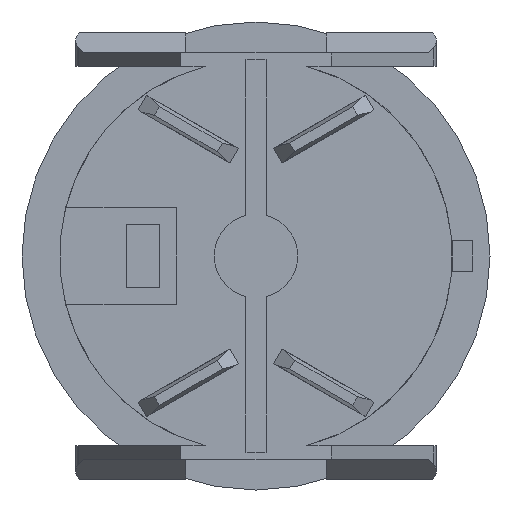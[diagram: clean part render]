
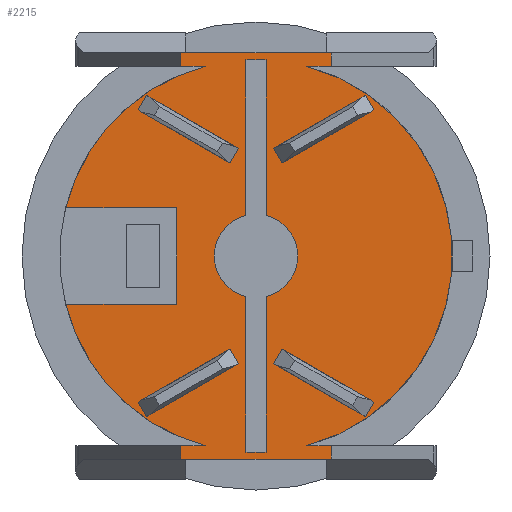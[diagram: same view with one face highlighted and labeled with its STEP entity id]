
A CAD part, front view. The second image highlights one B-rep face of the part: STEP entity #2215.
In plain terms, the highlighted face is planar.
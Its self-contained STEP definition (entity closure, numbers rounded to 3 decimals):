
#62=FACE_BOUND('',#316,.T.);
#114=CIRCLE('',#2410,11.75);
#116=CIRCLE('',#2412,11.75);
#117=CIRCLE('',#2414,11.75);
#121=CIRCLE('',#2419,11.75);
#123=CIRCLE('',#2430,2.5);
#124=CIRCLE('',#2431,11.75);
#125=CIRCLE('',#2432,2.5);
#193=FACE_OUTER_BOUND('',#315,.T.);
#315=EDGE_LOOP('',(#1704,#1705,#1706,#1707,#1708,#1709,#1710,#1711,#1712,
#1713,#1714,#1715,#1716,#1717,#1718,#1719));
#316=EDGE_LOOP('',(#1720,#1721,#1722,#1723,#1724,#1725,#1726,#1727));
#477=LINE('',#3311,#736);
#487=LINE('',#3335,#746);
#494=LINE('',#3351,#753);
#496=LINE('',#3355,#755);
#505=LINE('',#3372,#764);
#517=LINE('',#3416,#776);
#518=LINE('',#3419,#777);
#526=LINE('',#3433,#785);
#527=LINE('',#3436,#786);
#533=LINE('',#3447,#792);
#535=LINE('',#3451,#794);
#536=LINE('',#3453,#795);
#537=LINE('',#3454,#796);
#538=LINE('',#3456,#797);
#539=LINE('',#3460,#798);
#540=LINE('',#3464,#799);
#541=LINE('',#3467,#800);
#736=VECTOR('',#2673,10.);
#746=VECTOR('',#2689,10.);
#753=VECTOR('',#2706,10.);
#755=VECTOR('',#2710,10.);
#764=VECTOR('',#2729,10.);
#776=VECTOR('',#2769,10.);
#777=VECTOR('',#2772,10.);
#785=VECTOR('',#2784,10.);
#786=VECTOR('',#2787,10.);
#792=VECTOR('',#2799,10.);
#794=VECTOR('',#2803,10.);
#795=VECTOR('',#2804,10.);
#796=VECTOR('',#2805,10.);
#797=VECTOR('',#2806,10.);
#798=VECTOR('',#2809,10.);
#799=VECTOR('',#2812,10.);
#800=VECTOR('',#2815,10.);
#987=VERTEX_POINT('',#3307);
#989=VERTEX_POINT('',#3310);
#995=VERTEX_POINT('',#3323);
#1000=VERTEX_POINT('',#3333);
#1004=VERTEX_POINT('',#3350);
#1005=VERTEX_POINT('',#3354);
#1010=VERTEX_POINT('',#3376);
#1011=VERTEX_POINT('',#3378);
#1014=VERTEX_POINT('',#3384);
#1015=VERTEX_POINT('',#3388);
#1021=VERTEX_POINT('',#3402);
#1022=VERTEX_POINT('',#3403);
#1026=VERTEX_POINT('',#3414);
#1027=VERTEX_POINT('',#3418);
#1031=VERTEX_POINT('',#3431);
#1032=VERTEX_POINT('',#3435);
#1035=VERTEX_POINT('',#3450);
#1036=VERTEX_POINT('',#3452);
#1037=VERTEX_POINT('',#3455);
#1038=VERTEX_POINT('',#3457);
#1039=VERTEX_POINT('',#3459);
#1040=VERTEX_POINT('',#3461);
#1041=VERTEX_POINT('',#3463);
#1042=VERTEX_POINT('',#3465);
#1217=EDGE_CURVE('',#989,#987,#477,.T.);
#1229=EDGE_CURVE('',#995,#1000,#487,.T.);
#1237=EDGE_CURVE('',#1004,#989,#494,.T.);
#1239=EDGE_CURVE('',#1005,#1000,#496,.T.);
#1249=EDGE_CURVE('',#1005,#1004,#505,.T.);
#1252=EDGE_CURVE('',#1011,#1010,#114,.T.);
#1256=EDGE_CURVE('',#987,#1014,#116,.T.);
#1257=EDGE_CURVE('',#1015,#995,#117,.T.);
#1264=EDGE_CURVE('',#1021,#1022,#121,.T.);
#1271=EDGE_CURVE('',#1026,#1010,#517,.T.);
#1272=EDGE_CURVE('',#1015,#1027,#518,.T.);
#1280=EDGE_CURVE('',#1031,#1026,#526,.T.);
#1281=EDGE_CURVE('',#1032,#1027,#527,.T.);
#1287=EDGE_CURVE('',#1032,#1031,#533,.T.);
#1289=EDGE_CURVE('',#1014,#1035,#535,.T.);
#1290=EDGE_CURVE('',#1035,#1036,#536,.T.);
#1291=EDGE_CURVE('',#1036,#1011,#537,.T.);
#1292=EDGE_CURVE('',#1021,#1037,#538,.T.);
#1293=EDGE_CURVE('',#1037,#1038,#123,.T.);
#1294=EDGE_CURVE('',#1038,#1039,#539,.T.);
#1295=EDGE_CURVE('',#1040,#1039,#124,.T.);
#1296=EDGE_CURVE('',#1040,#1041,#540,.T.);
#1297=EDGE_CURVE('',#1041,#1042,#125,.T.);
#1298=EDGE_CURVE('',#1042,#1022,#541,.T.);
#1704=ORIENTED_EDGE('',*,*,#1229,.T.);
#1705=ORIENTED_EDGE('',*,*,#1239,.F.);
#1706=ORIENTED_EDGE('',*,*,#1249,.T.);
#1707=ORIENTED_EDGE('',*,*,#1237,.T.);
#1708=ORIENTED_EDGE('',*,*,#1217,.T.);
#1709=ORIENTED_EDGE('',*,*,#1256,.T.);
#1710=ORIENTED_EDGE('',*,*,#1289,.T.);
#1711=ORIENTED_EDGE('',*,*,#1290,.T.);
#1712=ORIENTED_EDGE('',*,*,#1291,.T.);
#1713=ORIENTED_EDGE('',*,*,#1252,.T.);
#1714=ORIENTED_EDGE('',*,*,#1271,.F.);
#1715=ORIENTED_EDGE('',*,*,#1280,.F.);
#1716=ORIENTED_EDGE('',*,*,#1287,.F.);
#1717=ORIENTED_EDGE('',*,*,#1281,.T.);
#1718=ORIENTED_EDGE('',*,*,#1272,.F.);
#1719=ORIENTED_EDGE('',*,*,#1257,.T.);
#1720=ORIENTED_EDGE('',*,*,#1292,.T.);
#1721=ORIENTED_EDGE('',*,*,#1293,.T.);
#1722=ORIENTED_EDGE('',*,*,#1294,.T.);
#1723=ORIENTED_EDGE('',*,*,#1295,.F.);
#1724=ORIENTED_EDGE('',*,*,#1296,.T.);
#1725=ORIENTED_EDGE('',*,*,#1297,.T.);
#1726=ORIENTED_EDGE('',*,*,#1298,.T.);
#1727=ORIENTED_EDGE('',*,*,#1264,.F.);
#2104=PLANE('',#2429);
#2215=ADVANCED_FACE('',(#193,#62),#2104,.T.);
#2410=AXIS2_PLACEMENT_3D('',#3379,#2735,#2736);
#2412=AXIS2_PLACEMENT_3D('',#3386,#2741,#2742);
#2414=AXIS2_PLACEMENT_3D('',#3389,#2745,#2746);
#2419=AXIS2_PLACEMENT_3D('',#3404,#2758,#2759);
#2429=AXIS2_PLACEMENT_3D('',#3449,#2801,#2802);
#2430=AXIS2_PLACEMENT_3D('',#3458,#2807,#2808);
#2431=AXIS2_PLACEMENT_3D('',#3462,#2810,#2811);
#2432=AXIS2_PLACEMENT_3D('',#3466,#2813,#2814);
#2673=DIRECTION('',(1.,0.,0.));
#2689=DIRECTION('',(1.,0.,0.));
#2706=DIRECTION('',(0.,0.,1.));
#2710=DIRECTION('',(0.,0.,1.));
#2729=DIRECTION('',(-1.,0.,0.));
#2735=DIRECTION('center_axis',(0.,1.,0.));
#2736=DIRECTION('ref_axis',(1.,0.,0.));
#2741=DIRECTION('center_axis',(0.,1.,0.));
#2742=DIRECTION('ref_axis',(1.,0.,0.));
#2745=DIRECTION('center_axis',(0.,1.,0.));
#2746=DIRECTION('ref_axis',(1.,0.,0.));
#2758=DIRECTION('center_axis',(0.,1.,0.));
#2759=DIRECTION('ref_axis',(1.,0.,0.));
#2769=DIRECTION('',(1.,0.,0.));
#2772=DIRECTION('',(1.,0.,0.));
#2784=DIRECTION('',(0.,0.,-1.));
#2787=DIRECTION('',(0.,0.,-1.));
#2799=DIRECTION('',(-1.,0.,0.));
#2801=DIRECTION('center_axis',(0.,1.,0.));
#2802=DIRECTION('ref_axis',(0.,0.,1.));
#2803=DIRECTION('',(1.,0.,0.));
#2804=DIRECTION('',(0.,0.,1.));
#2805=DIRECTION('',(-1.,0.,0.));
#2806=DIRECTION('',(0.,0.,1.));
#2807=DIRECTION('center_axis',(0.,-1.,0.));
#2808=DIRECTION('ref_axis',(0.24,0.,0.971));
#2809=DIRECTION('',(0.,0.,1.));
#2810=DIRECTION('center_axis',(0.,1.,0.));
#2811=DIRECTION('ref_axis',(1.,0.,0.));
#2812=DIRECTION('',(0.,0.,-1.));
#2813=DIRECTION('center_axis',(0.,-1.,0.));
#2814=DIRECTION('ref_axis',(-0.24,0.,-0.971));
#2815=DIRECTION('',(0.,0.,-1.));
#3307=CARTESIAN_POINT('',(-3.04,18.,-11.35));
#3310=CARTESIAN_POINT('',(-4.5,18.,-11.35));
#3311=CARTESIAN_POINT('',(-4.5,18.,-11.35));
#3323=CARTESIAN_POINT('',(3.04,18.,-11.35));
#3333=CARTESIAN_POINT('',(4.5,18.,-11.35));
#3335=CARTESIAN_POINT('',(-4.5,18.,-11.35));
#3350=CARTESIAN_POINT('',(-4.5,18.,-12.15));
#3351=CARTESIAN_POINT('',(-4.5,18.,-11.75));
#3354=CARTESIAN_POINT('',(4.5,18.,-12.15));
#3355=CARTESIAN_POINT('',(4.5,18.,-11.75));
#3372=CARTESIAN_POINT('',(0.,18.,-12.15));
#3376=CARTESIAN_POINT('',(-3.04,18.,11.35));
#3378=CARTESIAN_POINT('',(-11.387,18.,2.9));
#3379=CARTESIAN_POINT('Origin',(0.,18.,0.));
#3384=CARTESIAN_POINT('',(-11.387,18.,-2.9));
#3386=CARTESIAN_POINT('Origin',(0.,18.,0.));
#3388=CARTESIAN_POINT('',(3.04,18.,11.35));
#3389=CARTESIAN_POINT('Origin',(0.,18.,0.));
#3402=CARTESIAN_POINT('',(0.6,18.,-11.735));
#3403=CARTESIAN_POINT('',(-0.6,18.,-11.735));
#3404=CARTESIAN_POINT('Origin',(0.,18.,0.));
#3414=CARTESIAN_POINT('',(-4.5,18.,11.35));
#3416=CARTESIAN_POINT('',(-4.5,18.,11.35));
#3418=CARTESIAN_POINT('',(4.5,18.,11.35));
#3419=CARTESIAN_POINT('',(-4.5,18.,11.35));
#3431=CARTESIAN_POINT('',(-4.5,18.,12.15));
#3433=CARTESIAN_POINT('',(-4.5,18.,11.75));
#3435=CARTESIAN_POINT('',(4.5,18.,12.15));
#3436=CARTESIAN_POINT('',(4.5,18.,11.75));
#3447=CARTESIAN_POINT('',(0.,18.,12.15));
#3449=CARTESIAN_POINT('Origin',(0.,18.,0.));
#3450=CARTESIAN_POINT('',(-4.75,18.,-2.9));
#3451=CARTESIAN_POINT('',(-2.375,18.,-2.9));
#3452=CARTESIAN_POINT('',(-4.75,18.,2.9));
#3453=CARTESIAN_POINT('',(-4.75,18.,1.45));
#3454=CARTESIAN_POINT('',(-5.693,18.,2.9));
#3455=CARTESIAN_POINT('',(0.6,18.,-2.427));
#3456=CARTESIAN_POINT('',(0.6,18.,-1.213));
#3457=CARTESIAN_POINT('',(0.6,18.,2.427));
#3458=CARTESIAN_POINT('Origin',(0.,18.,0.));
#3459=CARTESIAN_POINT('',(0.6,18.,11.735));
#3460=CARTESIAN_POINT('',(0.6,18.,5.867));
#3461=CARTESIAN_POINT('',(-0.6,18.,11.735));
#3462=CARTESIAN_POINT('Origin',(0.,18.,0.));
#3463=CARTESIAN_POINT('',(-0.6,18.,2.427));
#3464=CARTESIAN_POINT('',(-0.6,18.,1.213));
#3465=CARTESIAN_POINT('',(-0.6,18.,-2.427));
#3466=CARTESIAN_POINT('Origin',(0.,18.,0.));
#3467=CARTESIAN_POINT('',(-0.6,18.,-5.867));
